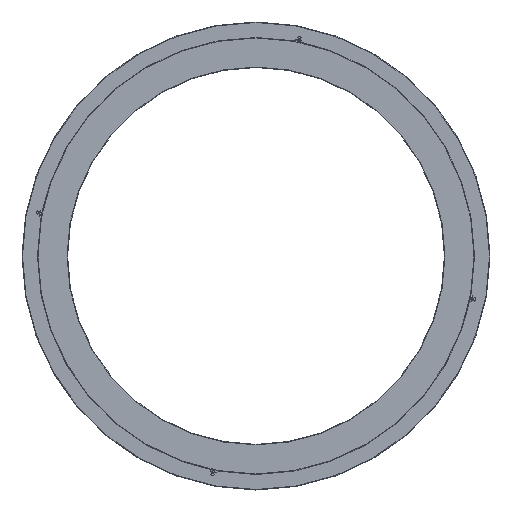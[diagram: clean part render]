
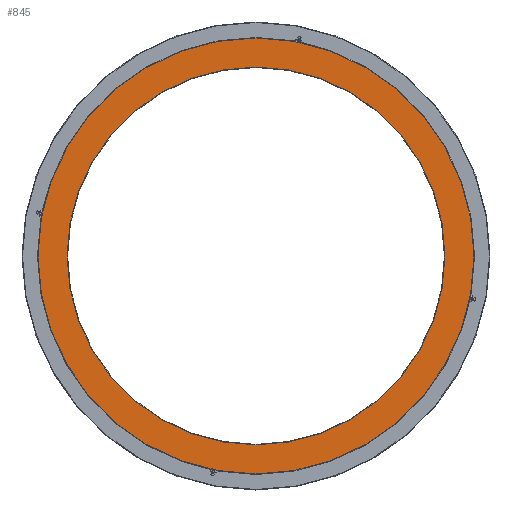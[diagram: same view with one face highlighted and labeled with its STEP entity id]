
A CAD part, top view. The second image highlights one B-rep face of the part: STEP entity #845.
In plain terms, the highlighted planar face has unit normal (0, 0, 1).
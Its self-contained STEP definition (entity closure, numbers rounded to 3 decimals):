
#61 = EDGE_CURVE ( 'NONE', #1364, #1372, #3010, .T. ) ;
#63 = FACE_BOUND ( 'NONE', #1763, .T. ) ;
#105 = DIRECTION ( 'NONE',  ( -1., 0., 0. ) ) ;
#414 = CARTESIAN_POINT ( 'NONE',  ( 0., 0., 26. ) ) ;
#679 = ORIENTED_EDGE ( 'NONE', *, *, #3909, .T. ) ;
#755 = DIRECTION ( 'NONE',  ( 0., 0., -1. ) ) ;
#845 = ADVANCED_FACE ( 'NONE', ( #1080, #63 ), #2644, .F. ) ;
#854 = CARTESIAN_POINT ( 'NONE',  ( 383.5, 0., 26. ) ) ;
#930 = EDGE_LOOP ( 'NONE', ( #679, #3109 ) ) ;
#969 = DIRECTION ( 'NONE',  ( 0., 0., 1. ) ) ;
#1080 = FACE_OUTER_BOUND ( 'NONE', #930, .T. ) ;
#1259 = CARTESIAN_POINT ( 'NONE',  ( 0., 0., 26. ) ) ;
#1335 = DIRECTION ( 'NONE',  ( 0., 0., 1. ) ) ;
#1364 = VERTEX_POINT ( 'NONE', #1665 ) ;
#1372 = VERTEX_POINT ( 'NONE', #854 ) ;
#1414 = CARTESIAN_POINT ( 'NONE',  ( 0., 0., 26. ) ) ;
#1665 = CARTESIAN_POINT ( 'NONE',  ( -383.5, 0., 26. ) ) ;
#1763 = EDGE_LOOP ( 'NONE', ( #2870, #2878 ) ) ;
#1794 = DIRECTION ( 'NONE',  ( -1., 0., 0. ) ) ;
#1797 = AXIS2_PLACEMENT_3D ( 'NONE', #414, #969, #2510 ) ;
#2008 = CIRCLE ( 'NONE', #1797, 442.5 ) ;
#2071 = AXIS2_PLACEMENT_3D ( 'NONE', #3450, #3510, #105 ) ;
#2472 = CIRCLE ( 'NONE', #2476, 383.5 ) ;
#2476 = AXIS2_PLACEMENT_3D ( 'NONE', #1414, #2735, #4463 ) ;
#2510 = DIRECTION ( 'NONE',  ( -1., 0., 0. ) ) ;
#2644 = PLANE ( 'NONE',  #2071 ) ;
#2689 = CIRCLE ( 'NONE', #5391, 442.5 ) ;
#2735 = DIRECTION ( 'NONE',  ( 0., 0., -1. ) ) ;
#2870 = ORIENTED_EDGE ( 'NONE', *, *, #5222, .T. ) ;
#2878 = ORIENTED_EDGE ( 'NONE', *, *, #61, .T. ) ;
#3004 = CARTESIAN_POINT ( 'NONE',  ( -442.5, 0., 26. ) ) ;
#3010 = CIRCLE ( 'NONE', #5274, 383.5 ) ;
#3109 = ORIENTED_EDGE ( 'NONE', *, *, #4314, .T. ) ;
#3337 = DIRECTION ( 'NONE',  ( -1., 0., 0. ) ) ;
#3450 = CARTESIAN_POINT ( 'NONE',  ( -382.5, 0., 26. ) ) ;
#3463 = CARTESIAN_POINT ( 'NONE',  ( 0., 0., 26. ) ) ;
#3510 = DIRECTION ( 'NONE',  ( 0., 0., -1. ) ) ;
#3909 = EDGE_CURVE ( 'NONE', #4972, #4775, #2689, .T. ) ;
#4109 = CARTESIAN_POINT ( 'NONE',  ( 442.5, 0., 26. ) ) ;
#4314 = EDGE_CURVE ( 'NONE', #4775, #4972, #2008, .T. ) ;
#4463 = DIRECTION ( 'NONE',  ( -1., 0., 0. ) ) ;
#4775 = VERTEX_POINT ( 'NONE', #4109 ) ;
#4972 = VERTEX_POINT ( 'NONE', #3004 ) ;
#5222 = EDGE_CURVE ( 'NONE', #1372, #1364, #2472, .T. ) ;
#5274 = AXIS2_PLACEMENT_3D ( 'NONE', #1259, #755, #3337 ) ;
#5391 = AXIS2_PLACEMENT_3D ( 'NONE', #3463, #1335, #1794 ) ;
